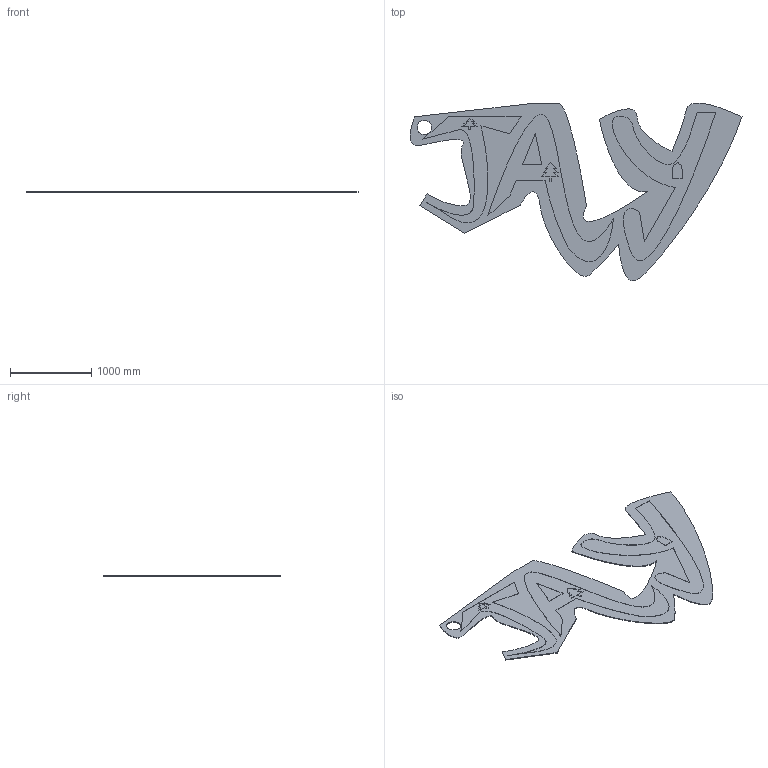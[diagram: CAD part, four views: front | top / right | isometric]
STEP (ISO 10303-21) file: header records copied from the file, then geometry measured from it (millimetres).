
FILE_DESCRIPTION(/* description */ ('STEP AP242 Edition 2','CAx-IF Rec.Pracs.---Representation and Presentation of Product Manufacturing Information (PMI)---4.0---2014-10-13','CAx-IF Rec.Pracs.---3D Tessellated Geometry---0.4---2014-09-14','2;1','CAx-IF Rec.Pracs.---User Defined Attributes---1.5---2016-08-15'),/* implementation_level */ '2;1');
FILE_NAME(/* name */ '6940df16fcda758a1bc55df6',/* time_stamp */ '2025-12-16T04:24:54Z',/* author */ (''),/* organization */ (''),/* preprocessor_version */ 'ST-DEVELOPER v20',/* originating_system */ 'ONSHAPE BY PTC INC, 1.208',/* authorisation */ ' ');
FILE_SCHEMA (('AP242_MANAGED_MODEL_BASED_3D_ENGINEERING_MIM_LF { 1 0 10303 442 3 1 4 }'));
Length unit declared in the file: metre
Products named in the file (8): Part 3; Part 1; Part 2; Part 4; Part 5; Part 6; Part 7; Part 8
Bounding box: 4081.47 x 2186.91 x 8.38 mm (x, y, z)
Volume: 34711177.4 mm3; surface area: 9602782.1 mm2
Topology: 8 solids, 8 shells, 755 faces, 2217 edges, 1478 vertices
Faces by surface type: plane 754, cylinder 1
Full cylindrical faces by diameter (mm): 175.482 x1
Entity records: 24784 total; most frequent: CARTESIAN_POINT 4457, ORIENTED_EDGE 4432, DIRECTION 3744, EDGE_CURVE 2216, LINE 2214, VECTOR 2214, VERTEX_POINT 1478, EDGE_LOOP 772
